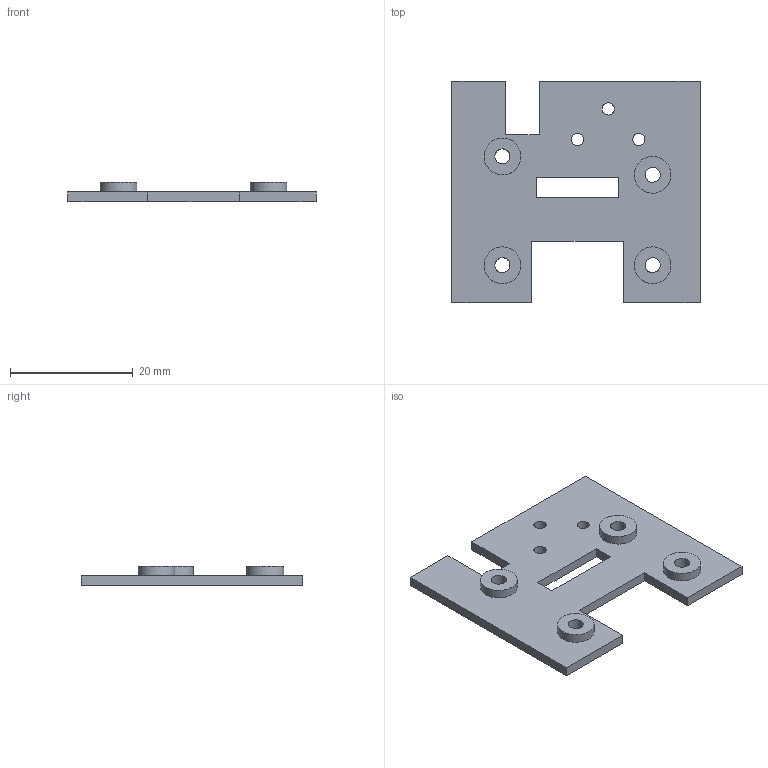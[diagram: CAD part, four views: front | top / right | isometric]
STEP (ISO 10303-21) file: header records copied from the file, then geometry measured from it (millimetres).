
FILE_DESCRIPTION(('KiCad electronic assembly'),'2;1');
FILE_NAME('SH101_MOD_GRIP_BOARD.step','2023-11-25T13:00:35',('Pcbnew'),( 'Kicad'),'Open CASCADE STEP processor 7.5','KiCad to STEP converter' ,'Unknown');
FILE_SCHEMA(('AUTOMOTIVE_DESIGN { 1 0 10303 214 1 1 1 1 }'));
Length unit declared in the file: millimetre
Products named in the file (4): SH101_MOD_GRIP_BOARD 1; SMTSO3015CTJ; SOLID; SH101_MOD_GRIP_BOARD PCB
Assembly tree (6 placements, depth 3):
  SH101_MOD_GRIP_BOARD 1
    SMTSO3015CTJ  x4
      SOLID
    SH101_MOD_GRIP_BOARD PCB
Bounding box: 40.5 x 36.1 x 3.15 mm (x, y, z)
Volume: 2042.5 mm3; surface area: 3248.7 mm2
Topology: 5 solids, 5 shells, 49 faces, 109 edges, 74 vertices
Faces by surface type: bspline 24, plane 18, cylinder 7
Full cylindrical faces by diameter (mm): 2 x3, 4.22 x4
Entity records: 2346 total; most frequent: CARTESIAN_POINT 618, DIRECTION 285, LINE 179, VECTOR 179, ORIENTED_EDGE 158, PCURVE 158, DEFINITIONAL_REPRESENTATION 158, EDGE_CURVE 79
